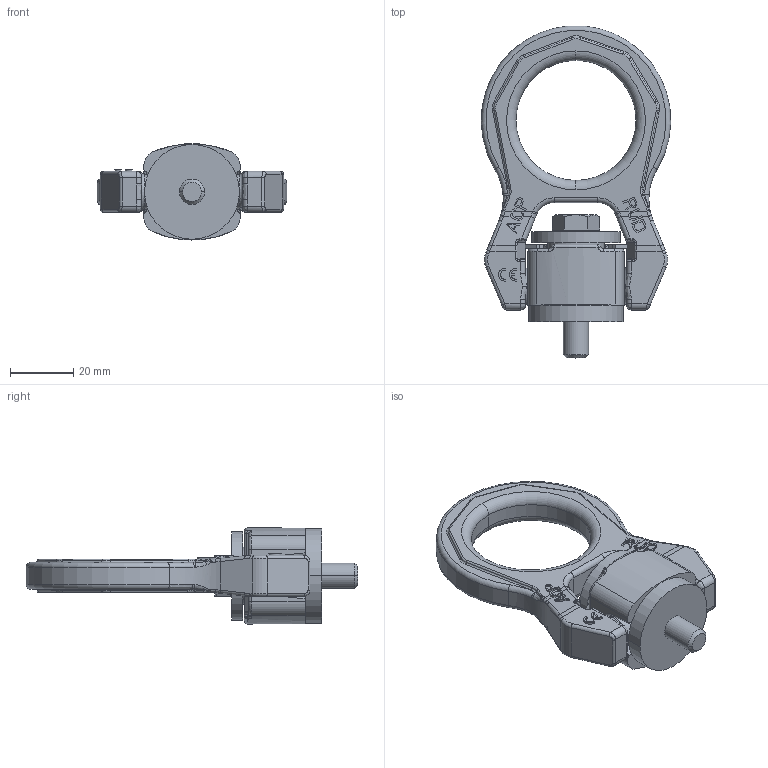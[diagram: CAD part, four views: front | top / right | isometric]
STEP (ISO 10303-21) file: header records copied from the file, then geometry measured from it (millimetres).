
FILE_DESCRIPTION((''),'2;1');
FILE_NAME('001-M36025-P-1_ASM','2021-12-22T07:52:15',('Anja.Joas'),(''),'CREO PARAMETRIC BY PTC INC, 2020454','CREO PARAMETRIC BY PTC INC, 2020454','');
FILE_SCHEMA(('AP242_MANAGED_MODEL_BASED_3D_ENGINEERING_MIM_LF { 1 0 10303 442 1 1 4 }'));
Products named in the file (5): 001-M35810-P-20_AF0; 001-M35810-P-10; 001-M35810-P-60; 001-M34892-P-1; 001-M36025-P-1_ASM
Assembly tree (4 placements, depth 2):
  001-M36025-P-1_ASM
    001-M35810-P-20_AF0
    001-M35810-P-10
    001-M35810-P-60
    001-M34892-P-1
Bounding box: 59.96 x 105.09 x 30.41 mm (x, y, z)
Volume: 46685.6 mm3; surface area: 20023.6 mm2
Topology: 5 solids, 5 shells, 1348 faces, 3597 edges, 2311 vertices
Faces by surface type: plane 942, cylinder 195, bspline 116, torus 83, cone 8, sphere 4
Entity records: 52689 total; most frequent: CARTESIAN_POINT 13845, ORIENTED_EDGE 7194, DIRECTION 6334, EDGE_CURVE 3597, VECTOR 2764, LINE 2764, VERTEX_POINT 2311, PRESENTATION_STYLE_ASSIGNMENT 1861
